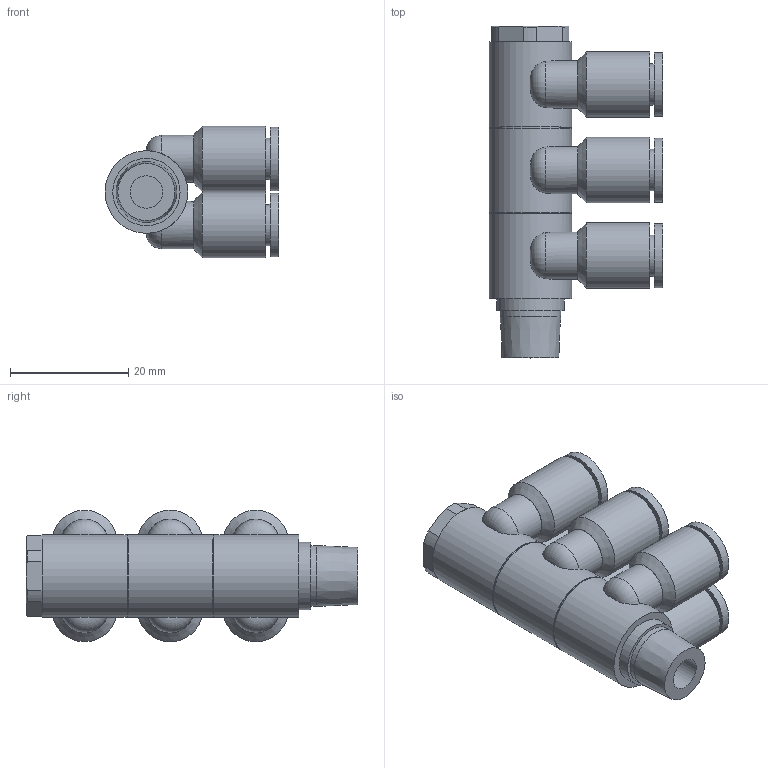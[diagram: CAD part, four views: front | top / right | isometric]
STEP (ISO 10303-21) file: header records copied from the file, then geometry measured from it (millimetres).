
FILE_DESCRIPTION(/* description */ ('Unknown'),/* implementation_level */ '2;1');
FILE_NAME(/* name */ 'P34.06.1;8',/* time_stamp */ '2019-02-06T09:33:44-05:00',/* author */ ('Unknown'),/* organization */ ('Unknown'),/* preprocessor_version */ 'ST-DEVELOPER v16.7',/* originating_system */ 'DEX',/* authorisation */ $);
FILE_SCHEMA (('AUTOMOTIVE_DESIGN {1 0 10303 214 3 1 1}'));
Length unit declared in the file: millimetre
Products named in the file (1): P34.06.1;8
Bounding box: 29.45 x 56.2 x 22.3 mm (x, y, z)
Volume: 15658.3 mm3; surface area: 8210.3 mm2
Topology: 1 solids, 1 shells, 115 faces, 223 edges, 147 vertices
Faces by surface type: plane 52, cylinder 44, cone 13, torus 6
Full cylindrical faces by diameter (mm): 5.5 x1, 6 x6, 7 x6, 8 x6, 10.287 x1, 10.8 x6, 11.1 x6, 11.4 x1, 13.8 x2, 14 x3
Entity records: 3527 total; most frequent: CARTESIAN_POINT 576, DIRECTION 470, ORIENTED_EDGE 322, AXIS2_PLACEMENT_3D 223, EDGE_LOOP 198, FACE_BOUND 198, EDGE_CURVE 161, VERTEX_POINT 131
